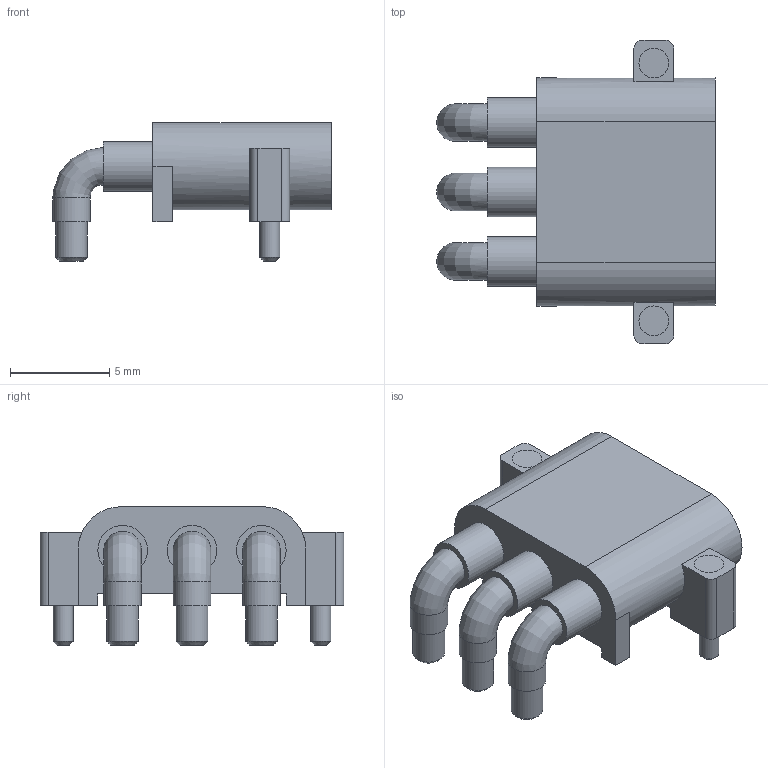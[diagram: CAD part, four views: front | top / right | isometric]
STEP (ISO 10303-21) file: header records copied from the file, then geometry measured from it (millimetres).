
FILE_DESCRIPTION(('FreeCAD Model'),'2;1');
FILE_NAME('Amass-MR30PW-M.step', '2018-04-23T09:32:58',('Author'),(''), 'Open CASCADE STEP processor 7.2','FreeCAD','Unknown');
FILE_SCHEMA(('AUTOMOTIVE_DESIGN { 1 0 10303 214 1 1 1 1 }'));
Length unit declared in the file: millimetre
Products named in the file (6): Body; Mount_Pin001; Mount_Pin002; Pin2; Pin003; Pin004
Bounding box: 14.05 x 15.3 x 7 mm (x, y, z)
Volume: 392.8 mm3; surface area: 1113.7 mm2
Topology: 6 solids, 6 shells, 155 faces, 344 edges, 224 vertices
Faces by surface type: plane 89, cylinder 42, revolution 15, cone 9
Full cylindrical faces by diameter (mm): 1 x4, 1.5 x4, 1.6 x3, 1.9 x3, 2.5 x6
Entity records: 5972 total; most frequent: CARTESIAN_POINT 2311, DIRECTION 744, ORIENTED_EDGE 688, EDGE_CURVE 344, AXIS2_PLACEMENT_3D 265, VERTEX_POINT 224, LINE 199, VECTOR 199
